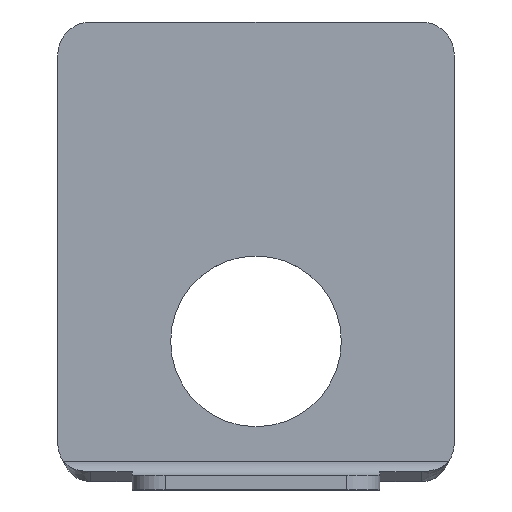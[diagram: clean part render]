
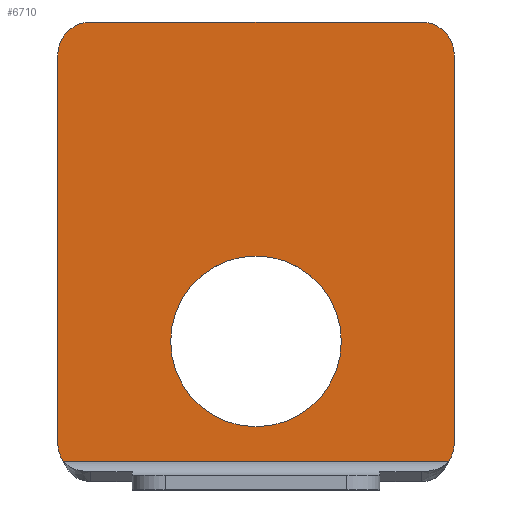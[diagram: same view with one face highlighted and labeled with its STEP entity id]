
A CAD part, top view. The second image highlights one B-rep face of the part: STEP entity #6710.
In plain terms, the highlighted planar face has unit normal (0, 0, 1).
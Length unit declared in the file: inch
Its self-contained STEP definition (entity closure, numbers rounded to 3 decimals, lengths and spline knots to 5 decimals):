
#1237=DIRECTION('',(1.,0.,0.));
#1238=VECTOR('',#1237,2.75636);
#1239=CARTESIAN_POINT('',(-1.37818,0.10236,
0.00362));
#1240=LINE('',#1239,#1238);
#1275=CARTESIAN_POINT('',(-1.1811,0.2326,
0.00362));
#1276=DIRECTION('',(0.,0.,1.));
#1277=DIRECTION('',(-1.,0.,0.));
#1278=AXIS2_PLACEMENT_3D('',#1275,#1276,#1277);
#1280=DIRECTION('',(0.,-1.,0.));
#1281=VECTOR('',#1280,2.7753);
#1282=CARTESIAN_POINT('',(-1.41732,3.00789,
0.00362));
#1283=LINE('',#1282,#1281);
#1284=CARTESIAN_POINT('',(-1.1811,3.00789,
0.00362));
#1285=DIRECTION('',(0.,0.,1.));
#1286=DIRECTION('',(0.,1.,0.));
#1287=AXIS2_PLACEMENT_3D('',#1284,#1285,#1286);
#1289=DIRECTION('',(-1.,0.,0.));
#1290=VECTOR('',#1289,2.3622);
#1291=CARTESIAN_POINT('',(1.1811,3.24411,0.00362));
#1292=LINE('',#1291,#1290);
#1293=CARTESIAN_POINT('',(1.1811,3.00789,0.00362));
#1294=DIRECTION('',(0.,0.,1.));
#1295=DIRECTION('',(1.,0.,0.));
#1296=AXIS2_PLACEMENT_3D('',#1293,#1294,#1295);
#1298=DIRECTION('',(0.,1.,0.));
#1299=VECTOR('',#1298,2.7753);
#1300=CARTESIAN_POINT('',(1.41732,0.2326,
0.00362));
#1301=LINE('',#1300,#1299);
#1302=CARTESIAN_POINT('',(1.1811,0.2326,
0.00362));
#1303=DIRECTION('',(0.,0.,1.));
#1304=DIRECTION('',(0.834,-0.551,0.));
#1305=AXIS2_PLACEMENT_3D('',#1302,#1303,#1304);
#1307=CARTESIAN_POINT('',(0.,0.96065,0.00362));
#1308=DIRECTION('',(0.,0.,1.));
#1309=DIRECTION('',(-1.,0.,0.));
#1310=AXIS2_PLACEMENT_3D('',#1307,#1308,#1309);
#1312=CARTESIAN_POINT('',(0.,0.96065,0.00362));
#1313=DIRECTION('',(0.,0.,1.));
#1314=DIRECTION('',(1.,0.,0.));
#1315=AXIS2_PLACEMENT_3D('',#1312,#1313,#1314);
#4557=CARTESIAN_POINT('',(-1.37818,0.10236,
0.00362));
#4558=CARTESIAN_POINT('',(1.37818,0.10236,
0.00362));
#4559=VERTEX_POINT('',#4557);
#4560=VERTEX_POINT('',#4558);
#4601=CARTESIAN_POINT('',(-0.61024,0.96065,
0.00362));
#4602=CARTESIAN_POINT('',(0.61024,0.96065,
0.00362));
#4603=VERTEX_POINT('',#4601);
#4604=VERTEX_POINT('',#4602);
#5853=CARTESIAN_POINT('',(1.41732,0.2326,
0.00362));
#5854=CARTESIAN_POINT('',(1.41732,3.00789,0.00362));
#5855=VERTEX_POINT('',#5853);
#5856=VERTEX_POINT('',#5854);
#5857=CARTESIAN_POINT('',(1.1811,3.24411,0.00362));
#5858=VERTEX_POINT('',#5857);
#5859=CARTESIAN_POINT('',(-1.1811,3.24411,
0.00362));
#5860=VERTEX_POINT('',#5859);
#5861=CARTESIAN_POINT('',(-1.41732,3.00789,
0.00362));
#5862=VERTEX_POINT('',#5861);
#5863=CARTESIAN_POINT('',(-1.41732,0.2326,
0.00362));
#5864=VERTEX_POINT('',#5863);
#6682=CARTESIAN_POINT('',(0.,-0.00362,0.00362));
#6683=DIRECTION('',(0.,0.,1.));
#6684=DIRECTION('',(0.,-1.,0.));
#6685=AXIS2_PLACEMENT_3D('',#6682,#6683,#6684);
#6686=PLANE('',#6685);
#6687=ORIENTED_EDGE('',*,*,#6664,.F.);
#6689=ORIENTED_EDGE('',*,*,#6688,.F.);
#6691=ORIENTED_EDGE('',*,*,#6690,.F.);
#6693=ORIENTED_EDGE('',*,*,#6692,.F.);
#6695=ORIENTED_EDGE('',*,*,#6694,.F.);
#6697=ORIENTED_EDGE('',*,*,#6696,.F.);
#6699=ORIENTED_EDGE('',*,*,#6698,.F.);
#6701=ORIENTED_EDGE('',*,*,#6700,.F.);
#6702=EDGE_LOOP('',(#6687,#6689,#6691,#6693,#6695,#6697,#6699,#6701));
#6703=FACE_OUTER_BOUND('',#6702,.F.);
#6705=ORIENTED_EDGE('',*,*,#6704,.T.);
#6707=ORIENTED_EDGE('',*,*,#6706,.T.);
#6708=EDGE_LOOP('',(#6705,#6707));
#6709=FACE_BOUND('',#6708,.F.);
#6710=ADVANCED_FACE('',(#6703,#6709),#6686,.T.);
#1279=CIRCLE('',#1278,0.23622);
#1288=CIRCLE('',#1287,0.23622);
#1297=CIRCLE('',#1296,0.23622);
#1306=CIRCLE('',#1305,0.23622);
#1311=CIRCLE('',#1310,0.61024);
#1316=CIRCLE('',#1315,0.61024);
#6664=EDGE_CURVE('',#4559,#4560,#1240,.T.);
#6688=EDGE_CURVE('',#5864,#4559,#1279,.T.);
#6690=EDGE_CURVE('',#5862,#5864,#1283,.T.);
#6692=EDGE_CURVE('',#5860,#5862,#1288,.T.);
#6694=EDGE_CURVE('',#5858,#5860,#1292,.T.);
#6696=EDGE_CURVE('',#5856,#5858,#1297,.T.);
#6698=EDGE_CURVE('',#5855,#5856,#1301,.T.);
#6700=EDGE_CURVE('',#4560,#5855,#1306,.T.);
#6704=EDGE_CURVE('',#4603,#4604,#1311,.T.);
#6706=EDGE_CURVE('',#4604,#4603,#1316,.T.);
